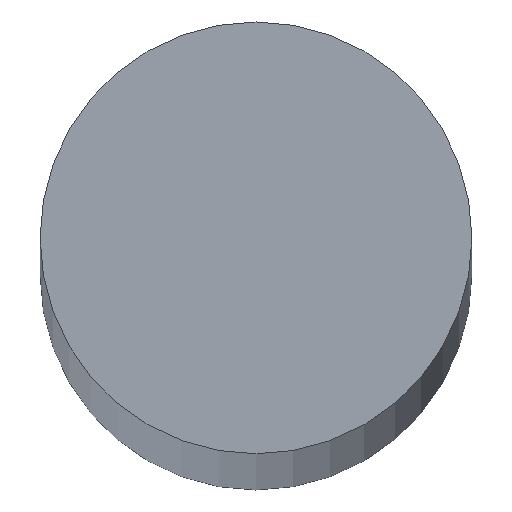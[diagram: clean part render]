
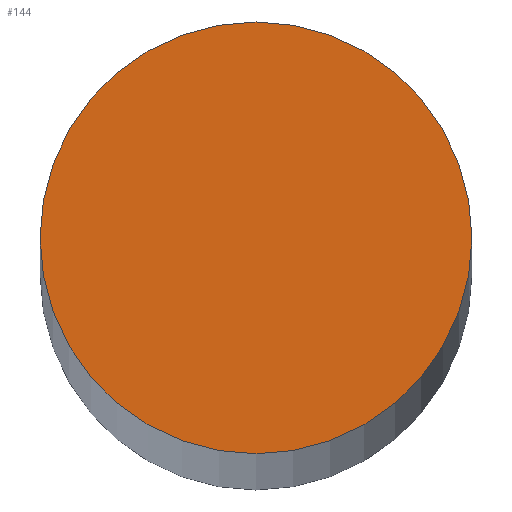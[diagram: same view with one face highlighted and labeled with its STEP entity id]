
A CAD part, top view. The second image highlights one B-rep face of the part: STEP entity #144.
In plain terms, the highlighted planar face has unit normal (0, 0, 1).
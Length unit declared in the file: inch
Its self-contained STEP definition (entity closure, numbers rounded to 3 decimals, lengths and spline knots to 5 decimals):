
#9 = AXIS2_PLACEMENT_3D ( 'NONE', #107, #136, #32 ) ;
#11 = EDGE_CURVE ( 'NONE', #12, #72, #26, .T. ) ;
#12 = VERTEX_POINT ( 'NONE', #28 ) ;
#26 = CIRCLE ( 'NONE', #52, 0.24975 ) ;
#28 = CARTESIAN_POINT ( 'NONE',  ( -0.24975, 0., 12. ) ) ;
#32 = DIRECTION ( 'NONE',  ( 1., 0., 0. ) ) ;
#36 = EDGE_CURVE ( 'NONE', #72, #12, #146, .T. ) ;
#41 = DIRECTION ( 'NONE',  ( 0., 0., 1. ) ) ;
#52 = AXIS2_PLACEMENT_3D ( 'NONE', #55, #133, #64 ) ;
#55 = CARTESIAN_POINT ( 'NONE',  ( 0., 0., 12. ) ) ;
#63 = EDGE_LOOP ( 'NONE', ( #141, #111 ) ) ;
#64 = DIRECTION ( 'NONE',  ( 1., 0., 0. ) ) ;
#72 = VERTEX_POINT ( 'NONE', #126 ) ;
#87 = FACE_OUTER_BOUND ( 'NONE', #63, .T. ) ;
#96 = PLANE ( 'NONE',  #9 ) ;
#103 = AXIS2_PLACEMENT_3D ( 'NONE', #115, #41, #124 ) ;
#107 = CARTESIAN_POINT ( 'NONE',  ( 0., 0., 12. ) ) ;
#111 = ORIENTED_EDGE ( 'NONE', *, *, #36, .T. ) ;
#115 = CARTESIAN_POINT ( 'NONE',  ( 0., 0., 12. ) ) ;
#124 = DIRECTION ( 'NONE',  ( 1., 0., 0. ) ) ;
#126 = CARTESIAN_POINT ( 'NONE',  ( 0.24975, 0., 12. ) ) ;
#133 = DIRECTION ( 'NONE',  ( 0., 0., 1. ) ) ;
#136 = DIRECTION ( 'NONE',  ( 0., 0., 1. ) ) ;
#141 = ORIENTED_EDGE ( 'NONE', *, *, #11, .T. ) ;
#144 = ADVANCED_FACE ( 'NONE', ( #87 ), #96, .T. ) ;
#146 = CIRCLE ( 'NONE', #103, 0.24975 ) ;
